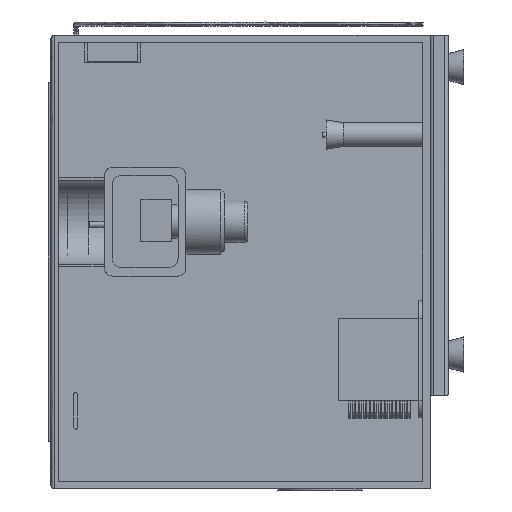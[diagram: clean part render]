
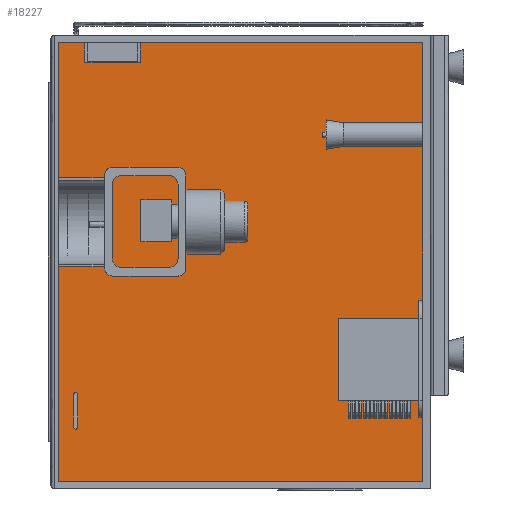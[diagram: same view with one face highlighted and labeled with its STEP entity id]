
A CAD part, left-side view. The second image highlights one B-rep face of the part: STEP entity #18227.
In plain terms, the highlighted free-form (B-spline) face has degree [1, 1] with [2, 2] control points.
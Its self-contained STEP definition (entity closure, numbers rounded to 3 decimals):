
#12864 = VERTEX_POINT('',#12865);
#12865 = CARTESIAN_POINT('',(-393.862,113.464,
    -112.527));
#12881 = VERTEX_POINT('',#12882);
#12882 = CARTESIAN_POINT('',(-393.862,112.158,
    -113.833));
#12887 = EDGE_CURVE('',#12881,#12864,#12888,.T.);
#12888 = ( BOUNDED_CURVE() B_SPLINE_CURVE(2,(#12889,#12890,#12891),
.UNSPECIFIED.,.F.,.F.) B_SPLINE_CURVE_WITH_KNOTS((3,3),(0.,
1.571),.PIECEWISE_BEZIER_KNOTS.) CURVE() 
GEOMETRIC_REPRESENTATION_ITEM() RATIONAL_B_SPLINE_CURVE((1.,
0.707,1.)) REPRESENTATION_ITEM('') );
#12889 = CARTESIAN_POINT('',(-393.862,112.158,
    -113.833));
#12890 = CARTESIAN_POINT('',(-393.862,113.464,
    -113.833));
#12891 = CARTESIAN_POINT('',(-393.862,113.464,
    -112.527));
#14444 = VERTEX_POINT('',#14445);
#14445 = CARTESIAN_POINT('',(-393.862,124.021,
    149.332));
#14452 = EDGE_CURVE('',#14444,#14453,#14455,.T.);
#14453 = VERTEX_POINT('',#14454);
#14454 = CARTESIAN_POINT('',(-393.862,-124.021,
    149.332));
#14455 = B_SPLINE_CURVE_WITH_KNOTS('',1,(#14456,#14457),.UNSPECIFIED.,
  .F.,.F.,(2,2),(8.002,302.002),.PIECEWISE_BEZIER_KNOTS.);
#14456 = CARTESIAN_POINT('',(-393.862,124.021,
    149.332));
#14457 = CARTESIAN_POINT('',(-393.862,-124.021,
    149.332));
#14510 = VERTEX_POINT('',#14511);
#14511 = CARTESIAN_POINT('',(-393.862,-124.021,
    -149.332));
#14518 = EDGE_CURVE('',#14519,#14510,#14521,.T.);
#14519 = VERTEX_POINT('',#14520);
#14520 = CARTESIAN_POINT('',(-393.862,124.021,
    -149.332));
#14521 = B_SPLINE_CURVE_WITH_KNOTS('',1,(#14522,#14523),.UNSPECIFIED.,
  .F.,.F.,(2,2),(8.002,302.002),.PIECEWISE_BEZIER_KNOTS.);
#14522 = CARTESIAN_POINT('',(-393.862,124.021,
    -149.332));
#14523 = CARTESIAN_POINT('',(-393.862,-124.021,
    -149.332));
#14610 = EDGE_CURVE('',#14444,#14519,#14611,.T.);
#14611 = B_SPLINE_CURVE_WITH_KNOTS('',1,(#14612,#14613),.UNSPECIFIED.,
  .F.,.F.,(2,2),(-354.,0.),.PIECEWISE_BEZIER_KNOTS.);
#14612 = CARTESIAN_POINT('',(-393.862,124.021,
    149.332));
#14613 = CARTESIAN_POINT('',(-393.862,124.021,
    -149.332));
#15885 = EDGE_CURVE('',#14510,#14453,#15886,.T.);
#15886 = B_SPLINE_CURVE_WITH_KNOTS('',1,(#15887,#15888),.UNSPECIFIED.,
  .F.,.F.,(2,2),(0.,354.),.PIECEWISE_BEZIER_KNOTS.);
#15887 = CARTESIAN_POINT('',(-393.862,-124.021,
    -149.332));
#15888 = CARTESIAN_POINT('',(-393.862,-124.021,
    149.332));
#18227 = ADVANCED_FACE('',(#18228,#18261),#18267,.F.);
#18228 = FACE_BOUND('',#18229,.T.);
#18229 = EDGE_LOOP('',(#18230,#18237,#18247,#18254,#18260));
#18230 = ORIENTED_EDGE('',*,*,#18231,.T.);
#18231 = EDGE_CURVE('',#12864,#18232,#18234,.T.);
#18232 = VERTEX_POINT('',#18233);
#18233 = CARTESIAN_POINT('',(-393.862,113.464,
    -90.171));
#18234 = B_SPLINE_CURVE_WITH_KNOTS('',1,(#18235,#18236),.UNSPECIFIED.,
  .F.,.F.,(2,2),(43.624,70.122),
  .PIECEWISE_BEZIER_KNOTS.);
#18235 = CARTESIAN_POINT('',(-393.862,113.464,
    -112.527));
#18236 = CARTESIAN_POINT('',(-393.862,113.464,
    -90.171));
#18237 = ORIENTED_EDGE('',*,*,#18238,.T.);
#18238 = EDGE_CURVE('',#18232,#18239,#18241,.T.);
#18239 = VERTEX_POINT('',#18240);
#18240 = CARTESIAN_POINT('',(-393.862,110.851,
    -90.171));
#18241 = ( BOUNDED_CURVE() B_SPLINE_CURVE(2,(#18242,#18243,#18244,#18245
,#18246),.UNSPECIFIED.,.F.,.F.) B_SPLINE_CURVE_WITH_KNOTS((3,2,3),(
    1.571,3.142,4.712),
.PIECEWISE_BEZIER_KNOTS.) CURVE() GEOMETRIC_REPRESENTATION_ITEM() 
RATIONAL_B_SPLINE_CURVE((1.,0.707,1.,0.707,1.)) 
REPRESENTATION_ITEM('') );
#18242 = CARTESIAN_POINT('',(-393.862,113.464,
    -90.171));
#18243 = CARTESIAN_POINT('',(-393.862,113.464,
    -88.865));
#18244 = CARTESIAN_POINT('',(-393.862,112.158,
    -88.865));
#18245 = CARTESIAN_POINT('',(-393.862,110.851,
    -88.865));
#18246 = CARTESIAN_POINT('',(-393.862,110.851,
    -90.171));
#18247 = ORIENTED_EDGE('',*,*,#18248,.T.);
#18248 = EDGE_CURVE('',#18239,#18249,#18251,.T.);
#18249 = VERTEX_POINT('',#18250);
#18250 = CARTESIAN_POINT('',(-393.862,110.851,
    -112.527));
#18251 = B_SPLINE_CURVE_WITH_KNOTS('',1,(#18252,#18253),.UNSPECIFIED.,
  .F.,.F.,(2,2),(-70.122,-43.624),
  .PIECEWISE_BEZIER_KNOTS.);
#18252 = CARTESIAN_POINT('',(-393.862,110.851,
    -90.171));
#18253 = CARTESIAN_POINT('',(-393.862,110.851,
    -112.527));
#18254 = ORIENTED_EDGE('',*,*,#18255,.T.);
#18255 = EDGE_CURVE('',#18249,#12881,#18256,.T.);
#18256 = ( BOUNDED_CURVE() B_SPLINE_CURVE(2,(#18257,#18258,#18259),
.UNSPECIFIED.,.F.,.F.) B_SPLINE_CURVE_WITH_KNOTS((3,3),(4.712,
6.283),.PIECEWISE_BEZIER_KNOTS.) CURVE() 
GEOMETRIC_REPRESENTATION_ITEM() RATIONAL_B_SPLINE_CURVE((1.,
0.707,1.)) REPRESENTATION_ITEM('') );
#18257 = CARTESIAN_POINT('',(-393.862,110.851,
    -112.527));
#18258 = CARTESIAN_POINT('',(-393.862,110.851,
    -113.833));
#18259 = CARTESIAN_POINT('',(-393.862,112.158,
    -113.833));
#18260 = ORIENTED_EDGE('',*,*,#12887,.T.);
#18261 = FACE_BOUND('',#18262,.T.);
#18262 = EDGE_LOOP('',(#18263,#18264,#18265,#18266));
#18263 = ORIENTED_EDGE('',*,*,#14452,.F.);
#18264 = ORIENTED_EDGE('',*,*,#14610,.T.);
#18265 = ORIENTED_EDGE('',*,*,#14518,.T.);
#18266 = ORIENTED_EDGE('',*,*,#15885,.T.);
#18267 = B_SPLINE_SURFACE_WITH_KNOTS('',1,1,(
    (#18268,#18269)
    ,(#18270,#18271
    )),.UNSPECIFIED.,.F.,.F.,.F.,(2,2),(2,2),(-354.,0.),(-302.002,-8.002
    ),.PIECEWISE_BEZIER_KNOTS.);
#18268 = CARTESIAN_POINT('',(-393.862,-124.021,
    149.332));
#18269 = CARTESIAN_POINT('',(-393.862,124.021,
    149.332));
#18270 = CARTESIAN_POINT('',(-393.862,-124.021,
    -149.332));
#18271 = CARTESIAN_POINT('',(-393.862,124.021,
    -149.332));
